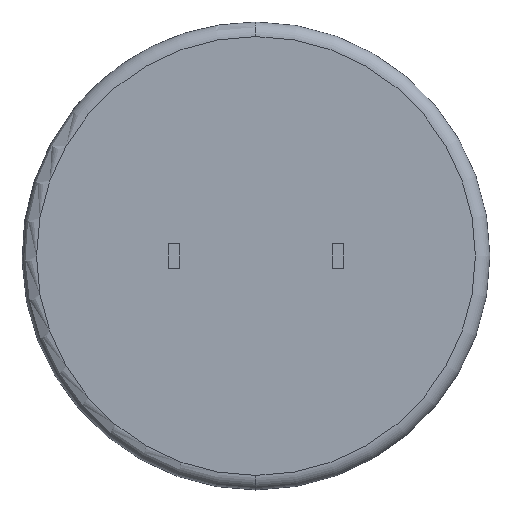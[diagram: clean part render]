
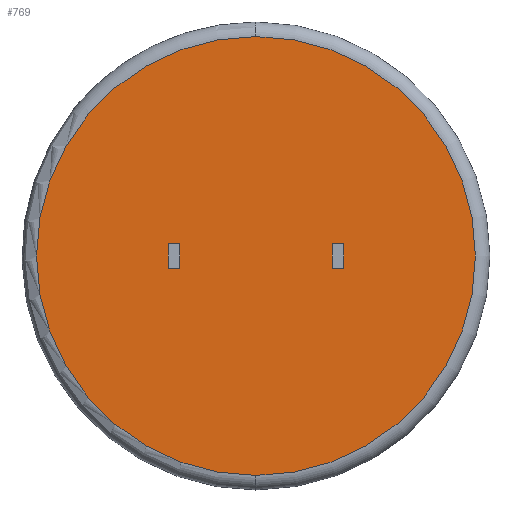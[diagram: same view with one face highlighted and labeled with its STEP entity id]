
A CAD part, front view. The second image highlights one B-rep face of the part: STEP entity #769.
In plain terms, the highlighted planar face has unit normal (0, -1, 0).
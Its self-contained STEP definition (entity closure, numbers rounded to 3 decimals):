
#6 = DIRECTION ( 'NONE',  ( 0., 0., -1. ) ) ;
#175 = ORIENTED_EDGE ( 'NONE', *, *, #752, .T. ) ;
#190 = CIRCLE ( 'NONE', #1471, 13.597 ) ;
#214 = CARTESIAN_POINT ( 'NONE',  ( -5.43, 0., -0.75 ) ) ;
#218 = CARTESIAN_POINT ( 'NONE',  ( 0., 0., 0. ) ) ;
#224 = EDGE_CURVE ( 'NONE', #2249, #235, #420, .T. ) ;
#227 = LINE ( 'NONE', #668, #2466 ) ;
#235 = VERTEX_POINT ( 'NONE', #1743 ) ;
#240 = DIRECTION ( 'NONE',  ( -1., 0., 0. ) ) ;
#247 = ORIENTED_EDGE ( 'NONE', *, *, #224, .F. ) ;
#275 = DIRECTION ( 'NONE',  ( 0., 0., 1. ) ) ;
#331 = DIRECTION ( 'NONE',  ( 0., 0., 1. ) ) ;
#420 = LINE ( 'NONE', #660, #2513 ) ;
#423 = ORIENTED_EDGE ( 'NONE', *, *, #479, .F. ) ;
#471 = LINE ( 'NONE', #781, #2700 ) ;
#478 = VERTEX_POINT ( 'NONE', #742 ) ;
#479 = EDGE_CURVE ( 'NONE', #478, #712, #936, .T. ) ;
#540 = EDGE_CURVE ( 'NONE', #235, #478, #1276, .T. ) ;
#605 = VECTOR ( 'NONE', #847, 1000. ) ;
#607 = VECTOR ( 'NONE', #240, 1000. ) ;
#636 = EDGE_LOOP ( 'NONE', ( #1393, #175 ) ) ;
#660 = CARTESIAN_POINT ( 'NONE',  ( 5.43, 0., 0. ) ) ;
#668 = CARTESIAN_POINT ( 'NONE',  ( -5.43, 0., 0. ) ) ;
#712 = VERTEX_POINT ( 'NONE', #1534 ) ;
#742 = CARTESIAN_POINT ( 'NONE',  ( 4.73, 0., 0.75 ) ) ;
#752 = EDGE_CURVE ( 'NONE', #1489, #1960, #1418, .T. ) ;
#769 = ADVANCED_FACE ( 'NONE', ( #2468, #1719, #1346 ), #1088, .F. ) ;
#781 = CARTESIAN_POINT ( 'NONE',  ( 4.73, 0., -0.75 ) ) ;
#801 = VECTOR ( 'NONE', #1856, 1000. ) ;
#847 = DIRECTION ( 'NONE',  ( 1., 0., 0. ) ) ;
#858 = DIRECTION ( 'NONE',  ( 0., -1., 0. ) ) ;
#927 = LINE ( 'NONE', #1924, #1449 ) ;
#936 = LINE ( 'NONE', #980, #801 ) ;
#980 = CARTESIAN_POINT ( 'NONE',  ( 4.73, 0., -0.75 ) ) ;
#992 = CARTESIAN_POINT ( 'NONE',  ( 4.73, 0., 0.75 ) ) ;
#1000 = CARTESIAN_POINT ( 'NONE',  ( -4.73, 0., 0.75 ) ) ;
#1088 = PLANE ( 'NONE',  #2116 ) ;
#1145 = CARTESIAN_POINT ( 'NONE',  ( 0., 0., 0. ) ) ;
#1179 = LINE ( 'NONE', #2579, #605 ) ;
#1208 = VERTEX_POINT ( 'NONE', #1969 ) ;
#1253 = EDGE_CURVE ( 'NONE', #2760, #1208, #1179, .T. ) ;
#1260 = DIRECTION ( 'NONE',  ( 1., 0., 0. ) ) ;
#1276 = LINE ( 'NONE', #992, #607 ) ;
#1277 = ORIENTED_EDGE ( 'NONE', *, *, #1303, .T. ) ;
#1303 = EDGE_CURVE ( 'NONE', #2760, #2220, #227, .T. ) ;
#1311 = CARTESIAN_POINT ( 'NONE',  ( -5.43, 0., 0.75 ) ) ;
#1346 = FACE_BOUND ( 'NONE', #2613, .T. ) ;
#1393 = ORIENTED_EDGE ( 'NONE', *, *, #1440, .T. ) ;
#1418 = CIRCLE ( 'NONE', #2311, 13.597 ) ;
#1433 = EDGE_LOOP ( 'NONE', ( #1277, #2245, #2675, #1706 ) ) ;
#1440 = EDGE_CURVE ( 'NONE', #1960, #1489, #190, .T. ) ;
#1449 = VECTOR ( 'NONE', #6, 1000. ) ;
#1471 = AXIS2_PLACEMENT_3D ( 'NONE', #1145, #1813, #331 ) ;
#1489 = VERTEX_POINT ( 'NONE', #2457 ) ;
#1490 = CARTESIAN_POINT ( 'NONE',  ( -5.43, 0., 0.75 ) ) ;
#1534 = CARTESIAN_POINT ( 'NONE',  ( 4.73, 0., -0.75 ) ) ;
#1538 = ORIENTED_EDGE ( 'NONE', *, *, #2563, .F. ) ;
#1543 = CARTESIAN_POINT ( 'NONE',  ( 0., 0., 0. ) ) ;
#1576 = CARTESIAN_POINT ( 'NONE',  ( 5.43, 0., -0.75 ) ) ;
#1584 = LINE ( 'NONE', #1490, #2006 ) ;
#1706 = ORIENTED_EDGE ( 'NONE', *, *, #1253, .F. ) ;
#1719 = FACE_BOUND ( 'NONE', #1433, .T. ) ;
#1743 = CARTESIAN_POINT ( 'NONE',  ( 5.43, 0., 0.75 ) ) ;
#1773 = ORIENTED_EDGE ( 'NONE', *, *, #540, .F. ) ;
#1813 = DIRECTION ( 'NONE',  ( 0., -1., 0. ) ) ;
#1856 = DIRECTION ( 'NONE',  ( 0., 0., -1. ) ) ;
#1922 = VERTEX_POINT ( 'NONE', #1000 ) ;
#1924 = CARTESIAN_POINT ( 'NONE',  ( -4.73, 0., 0.75 ) ) ;
#1939 = DIRECTION ( 'NONE',  ( 0., 1., 0. ) ) ;
#1960 = VERTEX_POINT ( 'NONE', #2301 ) ;
#1969 = CARTESIAN_POINT ( 'NONE',  ( -4.73, 0., -0.75 ) ) ;
#2006 = VECTOR ( 'NONE', #1260, 1000. ) ;
#2029 = DIRECTION ( 'NONE',  ( 0., 0., 1. ) ) ;
#2091 = EDGE_CURVE ( 'NONE', #2220, #1922, #1584, .T. ) ;
#2116 = AXIS2_PLACEMENT_3D ( 'NONE', #218, #1939, #2029 ) ;
#2134 = EDGE_CURVE ( 'NONE', #1922, #1208, #927, .T. ) ;
#2147 = DIRECTION ( 'NONE',  ( 0., 0., 1. ) ) ;
#2220 = VERTEX_POINT ( 'NONE', #1311 ) ;
#2245 = ORIENTED_EDGE ( 'NONE', *, *, #2091, .T. ) ;
#2249 = VERTEX_POINT ( 'NONE', #1576 ) ;
#2290 = DIRECTION ( 'NONE',  ( 1., 0., 0. ) ) ;
#2301 = CARTESIAN_POINT ( 'NONE',  ( 0., 0., 13.597 ) ) ;
#2311 = AXIS2_PLACEMENT_3D ( 'NONE', #1543, #858, #2147 ) ;
#2344 = DIRECTION ( 'NONE',  ( 0., 0., 1. ) ) ;
#2457 = CARTESIAN_POINT ( 'NONE',  ( 0., 0., -13.597 ) ) ;
#2466 = VECTOR ( 'NONE', #275, 1000. ) ;
#2468 = FACE_OUTER_BOUND ( 'NONE', #636, .T. ) ;
#2513 = VECTOR ( 'NONE', #2344, 1000. ) ;
#2563 = EDGE_CURVE ( 'NONE', #712, #2249, #471, .T. ) ;
#2579 = CARTESIAN_POINT ( 'NONE',  ( -5.43, 0., -0.75 ) ) ;
#2613 = EDGE_LOOP ( 'NONE', ( #423, #1773, #247, #1538 ) ) ;
#2675 = ORIENTED_EDGE ( 'NONE', *, *, #2134, .T. ) ;
#2700 = VECTOR ( 'NONE', #2290, 1000. ) ;
#2760 = VERTEX_POINT ( 'NONE', #214 ) ;
